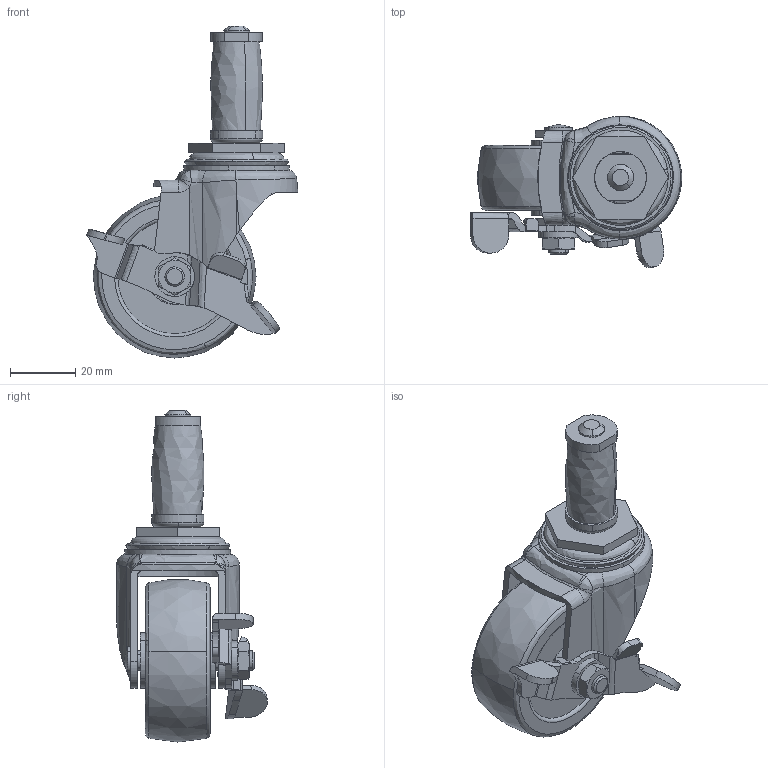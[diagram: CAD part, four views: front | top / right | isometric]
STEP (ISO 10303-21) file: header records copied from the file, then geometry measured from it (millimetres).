
FILE_DESCRIPTION((''),'2;1');
FILE_NAME('','2006-01-18T13:03:19',(''),(''),'','CADfix','');
FILE_SCHEMA(('AUTOMOTIVE_DESIGN'));
Length unit declared in the file: millimetre
Products named in the file (6): wheel; main shaft; lever; body; axle; No_203S_d16_5344_36
Assembly tree (5 placements, depth 2):
  No_203S_d16_5344_36
    wheel
    main shaft
    lever
    body
    axle
Bounding box: 65.01 x 46.37 x 102 mm (x, y, z)
Volume: 58842.3 mm3; surface area: 22602.1 mm2
Topology: 5 solids, 5 shells, 301 faces, 980 edges, 706 vertices
Faces by surface type: bspline 301
Entity records: 15279 total; most frequent: CARTESIAN_POINT 9439, ORIENTED_EDGE 1948, EDGE_CURVE 974, VERTEX_POINT 704, B_SPLINE_CURVE_WITH_KNOTS 639, EDGE_LOOP 332, QUASI_UNIFORM_CURVE 330, FACE_OUTER_BOUND 301
